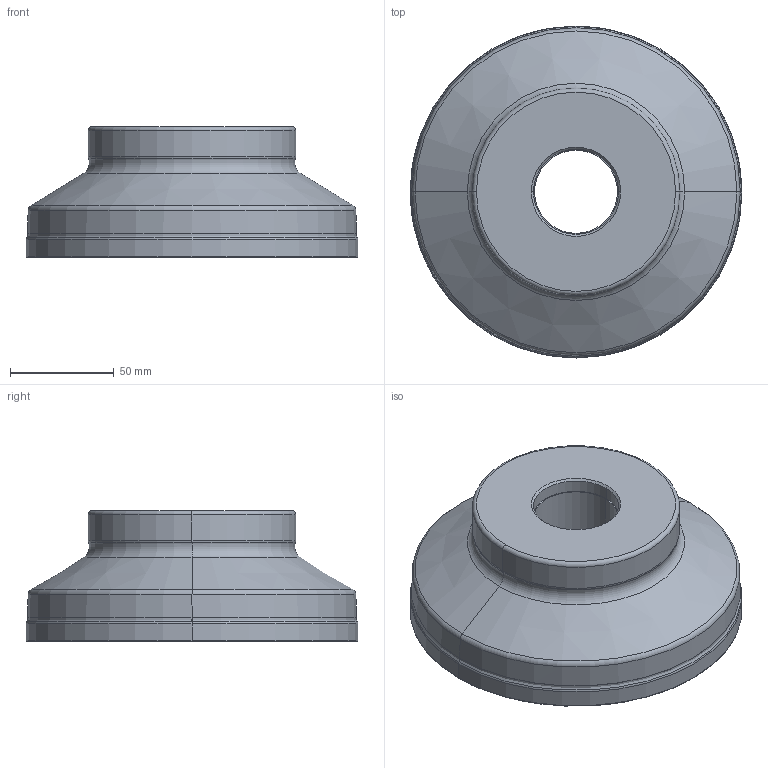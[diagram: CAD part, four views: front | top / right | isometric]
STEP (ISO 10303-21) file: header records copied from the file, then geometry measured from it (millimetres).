
FILE_DESCRIPTION(/* description */ (''),/* implementation_level */ '2;1');
FILE_NAME(/* name */ 'WWX400-160C10NR_MR0_4.stp',/* time_stamp */ '2021-02-02T08:25:04+09:00',/* author */ (''),/* organization */ (''),/* preprocessor_version */ 'ST-DEVELOPER v16',/* originating_system */ 'SIEMENS PLM Software NX 10.0',/* authorisation */ '');
FILE_SCHEMA (('AUTOMOTIVE_DESIGN { 1 0 10303 214 3 1 1 1 }'));
Length unit declared in the file: millimetre
Products named in the file (1): WWX400-160C10NR_MR0_4_ASM
Bounding box: 160 x 160 x 63 mm (x, y, z)
Volume: 760653.8 mm3; surface area: 86833.5 mm2
Topology: 2 solids, 2 shells, 120 faces, 302 edges, 229 vertices
Faces by surface type: torus 40, revolution 30, bspline 20, cylinder 12, cone 12, plane 6
Entity records: 5035 total; most frequent: CARTESIAN_POINT 1992, DIRECTION 664, ORIENTED_EDGE 528, AXIS2_PLACEMENT_3D 304, EDGE_CURVE 264, CIRCLE 223, VERTEX_POINT 150, EDGE_LOOP 126
